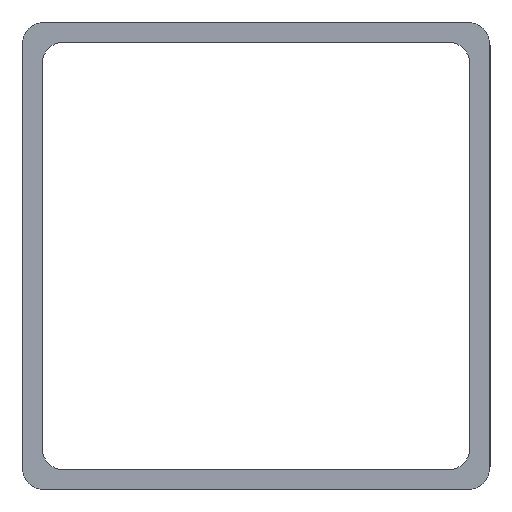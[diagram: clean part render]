
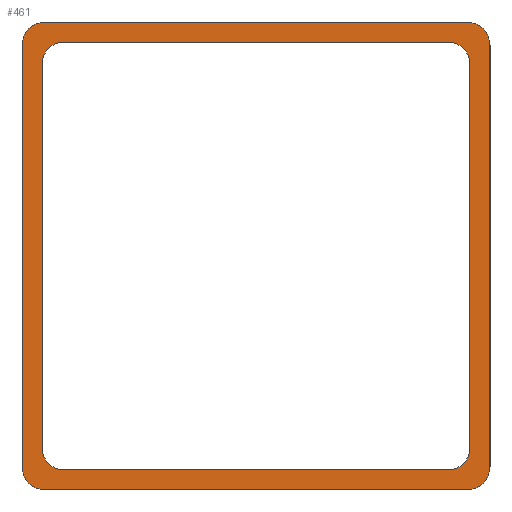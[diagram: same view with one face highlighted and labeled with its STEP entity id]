
A CAD part, left-side view. The second image highlights one B-rep face of the part: STEP entity #461.
In plain terms, the highlighted planar face has unit normal (-1, 0, 0).
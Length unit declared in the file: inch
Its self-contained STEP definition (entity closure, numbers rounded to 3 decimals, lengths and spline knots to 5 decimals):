
#3 = CIRCLE ( 'NONE', #524, 0.075 ) ;
#6 = VERTEX_POINT ( 'NONE', #119 ) ;
#8 = DIRECTION ( 'NONE',  ( 1., 0., 0. ) ) ;
#11 = CARTESIAN_POINT ( 'NONE',  ( -18., -0.6165, -0.685 ) ) ;
#31 = VERTEX_POINT ( 'NONE', #382 ) ;
#33 = VERTEX_POINT ( 'NONE', #11 ) ;
#50 = LINE ( 'NONE', #395, #458 ) ;
#53 = EDGE_LOOP ( 'NONE', ( #70, #71, #560, #83, #92, #509, #247, #105 ) ) ;
#55 = ORIENTED_EDGE ( 'NONE', *, *, #464, .F. ) ;
#59 = CARTESIAN_POINT ( 'NONE',  ( -18., -0.75, -0.675 ) ) ;
#61 = EDGE_CURVE ( 'NONE', #588, #423, #109, .T. ) ;
#65 = DIRECTION ( 'NONE',  ( 0., 0., -1. ) ) ;
#67 = EDGE_CURVE ( 'NONE', #259, #158, #222, .T. ) ;
#70 = ORIENTED_EDGE ( 'NONE', *, *, #315, .T. ) ;
#71 = ORIENTED_EDGE ( 'NONE', *, *, #61, .T. ) ;
#74 = VERTEX_POINT ( 'NONE', #115 ) ;
#76 = CARTESIAN_POINT ( 'NONE',  ( -18., 0.685, -0.6165 ) ) ;
#77 = CARTESIAN_POINT ( 'NONE',  ( -18., -0.685, -0.6165 ) ) ;
#81 = DIRECTION ( 'NONE',  ( 0., 0., 1. ) ) ;
#83 = ORIENTED_EDGE ( 'NONE', *, *, #132, .T. ) ;
#89 = ORIENTED_EDGE ( 'NONE', *, *, #477, .F. ) ;
#92 = ORIENTED_EDGE ( 'NONE', *, *, #480, .T. ) ;
#95 = ORIENTED_EDGE ( 'NONE', *, *, #538, .F. ) ;
#97 = CARTESIAN_POINT ( 'NONE',  ( -18., 0.685, -0.6165 ) ) ;
#100 = EDGE_CURVE ( 'NONE', #31, #170, #239, .T. ) ;
#105 = ORIENTED_EDGE ( 'NONE', *, *, #318, .T. ) ;
#108 = LINE ( 'NONE', #76, #578 ) ;
#109 = CIRCLE ( 'NONE', #266, 0.0685 ) ;
#115 = CARTESIAN_POINT ( 'NONE',  ( -18., -0.675, -0.75 ) ) ;
#119 = CARTESIAN_POINT ( 'NONE',  ( -18., -0.6165, 0.685 ) ) ;
#126 = AXIS2_PLACEMENT_3D ( 'NONE', #466, #8, #210 ) ;
#130 = VERTEX_POINT ( 'NONE', #59 ) ;
#132 = EDGE_CURVE ( 'NONE', #435, #522, #178, .T. ) ;
#135 = CARTESIAN_POINT ( 'NONE',  ( -18., 0.675, 0.75 ) ) ;
#144 = DIRECTION ( 'NONE',  ( 1., 0., 0. ) ) ;
#145 = PLANE ( 'NONE',  #358 ) ;
#151 = CARTESIAN_POINT ( 'NONE',  ( -18., 0.685, 0.6165 ) ) ;
#153 = DIRECTION ( 'NONE',  ( 0., 0., -1. ) ) ;
#158 = VERTEX_POINT ( 'NONE', #214 ) ;
#169 = ORIENTED_EDGE ( 'NONE', *, *, #607, .F. ) ;
#170 = VERTEX_POINT ( 'NONE', #77 ) ;
#173 = CARTESIAN_POINT ( 'NONE',  ( -18., 0.675, -0.75 ) ) ;
#178 = CIRCLE ( 'NONE', #126, 0.0685 ) ;
#186 = CARTESIAN_POINT ( 'NONE',  ( -18., -0.6165, -0.6165 ) ) ;
#196 = VECTOR ( 'NONE', #575, 39.37008 ) ;
#200 = AXIS2_PLACEMENT_3D ( 'NONE', #186, #357, #592 ) ;
#210 = DIRECTION ( 'NONE',  ( 0., 0., -1. ) ) ;
#211 = VECTOR ( 'NONE', #367, 39.37008 ) ;
#214 = CARTESIAN_POINT ( 'NONE',  ( -18., 0.75, -0.675 ) ) ;
#216 = DIRECTION ( 'NONE',  ( 0., 0., -1. ) ) ;
#222 = CIRCLE ( 'NONE', #591, 0.075 ) ;
#225 = EDGE_CURVE ( 'NONE', #441, #383, #632, .T. ) ;
#228 = CARTESIAN_POINT ( 'NONE',  ( -18., -0.675, 0.75 ) ) ;
#236 = EDGE_LOOP ( 'NONE', ( #576, #169, #95, #372, #89, #394, #337, #55 ) ) ;
#239 = LINE ( 'NONE', #472, #350 ) ;
#242 = EDGE_CURVE ( 'NONE', #423, #435, #108, .T. ) ;
#244 = CARTESIAN_POINT ( 'NONE',  ( -18., 0.675, -0.675 ) ) ;
#245 = CARTESIAN_POINT ( 'NONE',  ( -18., 0.6165, -0.685 ) ) ;
#247 = ORIENTED_EDGE ( 'NONE', *, *, #100, .T. ) ;
#248 = CARTESIAN_POINT ( 'NONE',  ( -18., -0.675, 0.75 ) ) ;
#257 = DIRECTION ( 'NONE',  ( 1., 0., 0. ) ) ;
#258 = CARTESIAN_POINT ( 'NONE',  ( -18., -0.675, -0.675 ) ) ;
#259 = VERTEX_POINT ( 'NONE', #173 ) ;
#266 = AXIS2_PLACEMENT_3D ( 'NONE', #598, #144, #216 ) ;
#279 = EDGE_CURVE ( 'NONE', #6, #31, #497, .T. ) ;
#286 = DIRECTION ( 'NONE',  ( 0., 0., 1. ) ) ;
#297 = CARTESIAN_POINT ( 'NONE',  ( -18., -0.75, -0.675 ) ) ;
#307 = DIRECTION ( 'NONE',  ( 1., 0., 0. ) ) ;
#310 = AXIS2_PLACEMENT_3D ( 'NONE', #445, #639, #582 ) ;
#311 = CARTESIAN_POINT ( 'NONE',  ( -18., -0.675, -0.75 ) ) ;
#315 = EDGE_CURVE ( 'NONE', #33, #588, #565, .T. ) ;
#316 = CARTESIAN_POINT ( 'NONE',  ( -18., -0.6165, 0.6165 ) ) ;
#318 = EDGE_CURVE ( 'NONE', #170, #33, #652, .T. ) ;
#320 = VERTEX_POINT ( 'NONE', #653 ) ;
#323 = DIRECTION ( 'NONE',  ( 1., 0., 0. ) ) ;
#337 = ORIENTED_EDGE ( 'NONE', *, *, #67, .F. ) ;
#340 = CIRCLE ( 'NONE', #310, 0.075 ) ;
#342 = CIRCLE ( 'NONE', #570, 0.075 ) ;
#345 = CARTESIAN_POINT ( 'NONE',  ( -18., 0.675, 0.675 ) ) ;
#350 = VECTOR ( 'NONE', #564, 39.37008 ) ;
#357 = DIRECTION ( 'NONE',  ( 1., 0., 0. ) ) ;
#358 = AXIS2_PLACEMENT_3D ( 'NONE', #602, #548, #399 ) ;
#359 = CARTESIAN_POINT ( 'NONE',  ( -18., -0.75, 0.675 ) ) ;
#362 = DIRECTION ( 'NONE',  ( 0., -1., 0. ) ) ;
#367 = DIRECTION ( 'NONE',  ( 0., 1., 0. ) ) ;
#372 = ORIENTED_EDGE ( 'NONE', *, *, #225, .F. ) ;
#373 = VERTEX_POINT ( 'NONE', #359 ) ;
#382 = CARTESIAN_POINT ( 'NONE',  ( -18., -0.685, 0.6165 ) ) ;
#383 = VERTEX_POINT ( 'NONE', #248 ) ;
#393 = LINE ( 'NONE', #311, #525 ) ;
#394 = ORIENTED_EDGE ( 'NONE', *, *, #558, .F. ) ;
#395 = CARTESIAN_POINT ( 'NONE',  ( -18., 0.75, -0.675 ) ) ;
#399 = DIRECTION ( 'NONE',  ( 0., 0., -1. ) ) ;
#401 = LINE ( 'NONE', #646, #467 ) ;
#403 = CARTESIAN_POINT ( 'NONE',  ( -18., 0.6165, 0.685 ) ) ;
#423 = VERTEX_POINT ( 'NONE', #97 ) ;
#434 = VECTOR ( 'NONE', #596, 39.37008 ) ;
#435 = VERTEX_POINT ( 'NONE', #151 ) ;
#441 = VERTEX_POINT ( 'NONE', #135 ) ;
#445 = CARTESIAN_POINT ( 'NONE',  ( -18., -0.675, 0.675 ) ) ;
#455 = DIRECTION ( 'NONE',  ( 0., 1., 0. ) ) ;
#458 = VECTOR ( 'NONE', #81, 39.37008 ) ;
#461 = ADVANCED_FACE ( 'NONE', ( #552, #539 ), #145, .F. ) ;
#464 = EDGE_CURVE ( 'NONE', #74, #259, #393, .T. ) ;
#466 = CARTESIAN_POINT ( 'NONE',  ( -18., 0.6165, 0.6165 ) ) ;
#467 = VECTOR ( 'NONE', #362, 39.37008 ) ;
#472 = CARTESIAN_POINT ( 'NONE',  ( -18., -0.685, -0.6165 ) ) ;
#477 = EDGE_CURVE ( 'NONE', #320, #441, #3, .T. ) ;
#480 = EDGE_CURVE ( 'NONE', #522, #6, #401, .T. ) ;
#492 = AXIS2_PLACEMENT_3D ( 'NONE', #316, #656, #153 ) ;
#497 = CIRCLE ( 'NONE', #492, 0.0685 ) ;
#509 = ORIENTED_EDGE ( 'NONE', *, *, #279, .T. ) ;
#522 = VERTEX_POINT ( 'NONE', #403 ) ;
#524 = AXIS2_PLACEMENT_3D ( 'NONE', #345, #323, #541 ) ;
#525 = VECTOR ( 'NONE', #455, 39.37008 ) ;
#538 = EDGE_CURVE ( 'NONE', #383, #373, #340, .T. ) ;
#539 = FACE_OUTER_BOUND ( 'NONE', #236, .T. ) ;
#541 = DIRECTION ( 'NONE',  ( 0., 0., -1. ) ) ;
#548 = DIRECTION ( 'NONE',  ( 1., 0., 0. ) ) ;
#552 = FACE_BOUND ( 'NONE', #53, .T. ) ;
#558 = EDGE_CURVE ( 'NONE', #158, #320, #50, .T. ) ;
#560 = ORIENTED_EDGE ( 'NONE', *, *, #242, .T. ) ;
#564 = DIRECTION ( 'NONE',  ( 0., 0., -1. ) ) ;
#565 = LINE ( 'NONE', #604, #211 ) ;
#570 = AXIS2_PLACEMENT_3D ( 'NONE', #258, #257, #601 ) ;
#571 = LINE ( 'NONE', #297, #434 ) ;
#575 = DIRECTION ( 'NONE',  ( 0., -1., 0. ) ) ;
#576 = ORIENTED_EDGE ( 'NONE', *, *, #619, .F. ) ;
#578 = VECTOR ( 'NONE', #286, 39.37008 ) ;
#582 = DIRECTION ( 'NONE',  ( 0., 0., -1. ) ) ;
#588 = VERTEX_POINT ( 'NONE', #245 ) ;
#591 = AXIS2_PLACEMENT_3D ( 'NONE', #244, #307, #65 ) ;
#592 = DIRECTION ( 'NONE',  ( 0., 0., -1. ) ) ;
#596 = DIRECTION ( 'NONE',  ( 0., 0., -1. ) ) ;
#598 = CARTESIAN_POINT ( 'NONE',  ( -18., 0.6165, -0.6165 ) ) ;
#601 = DIRECTION ( 'NONE',  ( 0., 0., -1. ) ) ;
#602 = CARTESIAN_POINT ( 'NONE',  ( -18., -0.675, -0.675 ) ) ;
#604 = CARTESIAN_POINT ( 'NONE',  ( -18., 0.6165, -0.685 ) ) ;
#607 = EDGE_CURVE ( 'NONE', #373, #130, #571, .T. ) ;
#619 = EDGE_CURVE ( 'NONE', #130, #74, #342, .T. ) ;
#632 = LINE ( 'NONE', #228, #196 ) ;
#639 = DIRECTION ( 'NONE',  ( 1., 0., 0. ) ) ;
#646 = CARTESIAN_POINT ( 'NONE',  ( -18., 0.6165, 0.685 ) ) ;
#652 = CIRCLE ( 'NONE', #200, 0.0685 ) ;
#653 = CARTESIAN_POINT ( 'NONE',  ( -18., 0.75, 0.675 ) ) ;
#656 = DIRECTION ( 'NONE',  ( 1., 0., 0. ) ) ;
